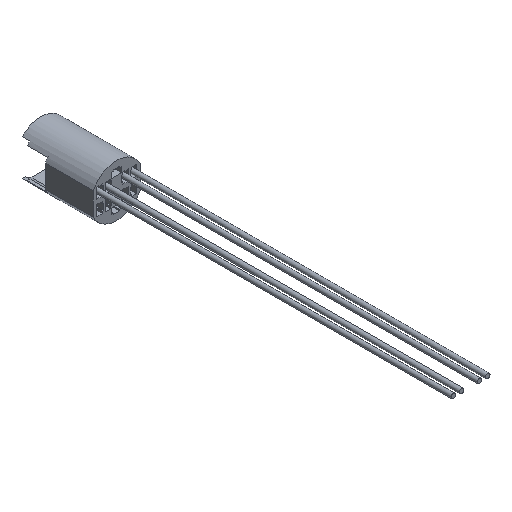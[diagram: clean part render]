
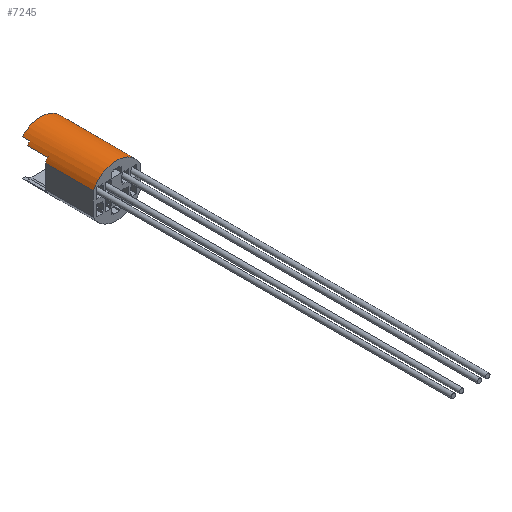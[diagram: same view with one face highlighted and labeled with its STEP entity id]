
A CAD part, isometric view. The second image highlights one B-rep face of the part: STEP entity #7245.
In plain terms, the highlighted cylindrical face has radius 10.3 mm (diameter 20.6 mm), a partial arc.
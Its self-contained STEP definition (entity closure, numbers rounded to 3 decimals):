
#76=CYLINDRICAL_SURFACE('',#7656,10.3);
#126=CIRCLE('',#7624,10.3);
#127=CIRCLE('',#7628,10.3);
#138=CIRCLE('',#7645,10.3);
#140=CIRCLE('',#7648,10.3);
#142=CIRCLE('',#7650,10.3);
#144=CIRCLE('',#7657,10.3);
#501=FACE_OUTER_BOUND('',#889,.T.);
#889=EDGE_LOOP('',(#5793,#5794,#5795,#5796,#5797,#5798,#5799,#5800,#5801,
#5802,#5803,#5804));
#1738=LINE('',#11430,#2598);
#1740=LINE('',#11435,#2600);
#1747=LINE('',#11452,#2607);
#1748=LINE('',#11456,#2608);
#1760=LINE('',#11498,#2620);
#1769=LINE('',#11527,#2629);
#2598=VECTOR('',#8941,10.);
#2600=VECTOR('',#8945,10.);
#2607=VECTOR('',#8960,10.);
#2608=VECTOR('',#8963,10.);
#2620=VECTOR('',#9007,10.);
#2629=VECTOR('',#9044,10.);
#3315=VERTEX_POINT('',#11427);
#3316=VERTEX_POINT('',#11429);
#3317=VERTEX_POINT('',#11433);
#3318=VERTEX_POINT('',#11434);
#3322=VERTEX_POINT('',#11444);
#3324=VERTEX_POINT('',#11450);
#3325=VERTEX_POINT('',#11454);
#3326=VERTEX_POINT('',#11455);
#3339=VERTEX_POINT('',#11495);
#3340=VERTEX_POINT('',#11497);
#3343=VERTEX_POINT('',#11509);
#3346=VERTEX_POINT('',#11526);
#4204=EDGE_CURVE('',#3316,#3315,#1738,.T.);
#4206=EDGE_CURVE('',#3317,#3318,#1740,.T.);
#4212=EDGE_CURVE('',#3315,#3322,#126,.T.);
#4215=EDGE_CURVE('',#3322,#3324,#1747,.T.);
#4216=EDGE_CURVE('',#3325,#3326,#1748,.T.);
#4220=EDGE_CURVE('',#3326,#3317,#127,.T.);
#4238=EDGE_CURVE('',#3339,#3340,#1760,.T.);
#4242=EDGE_CURVE('',#3316,#3318,#138,.T.);
#4246=EDGE_CURVE('',#3324,#3343,#140,.T.);
#4249=EDGE_CURVE('',#3339,#3325,#142,.T.);
#4254=EDGE_CURVE('',#3343,#3346,#1769,.T.);
#4255=EDGE_CURVE('',#3346,#3340,#144,.T.);
#5793=ORIENTED_EDGE('',*,*,#4206,.T.);
#5794=ORIENTED_EDGE('',*,*,#4242,.F.);
#5795=ORIENTED_EDGE('',*,*,#4204,.T.);
#5796=ORIENTED_EDGE('',*,*,#4212,.T.);
#5797=ORIENTED_EDGE('',*,*,#4215,.T.);
#5798=ORIENTED_EDGE('',*,*,#4246,.T.);
#5799=ORIENTED_EDGE('',*,*,#4254,.T.);
#5800=ORIENTED_EDGE('',*,*,#4255,.T.);
#5801=ORIENTED_EDGE('',*,*,#4238,.F.);
#5802=ORIENTED_EDGE('',*,*,#4249,.T.);
#5803=ORIENTED_EDGE('',*,*,#4216,.T.);
#5804=ORIENTED_EDGE('',*,*,#4220,.T.);
#7245=ADVANCED_FACE('',(#501),#76,.T.);
#7624=AXIS2_PLACEMENT_3D('',#11446,#8954,#8955);
#7628=AXIS2_PLACEMENT_3D('',#11463,#8969,#8970);
#7645=AXIS2_PLACEMENT_3D('',#11504,#9014,#9015);
#7648=AXIS2_PLACEMENT_3D('',#11511,#9022,#9023);
#7650=AXIS2_PLACEMENT_3D('',#11515,#9027,#9028);
#7656=AXIS2_PLACEMENT_3D('',#11525,#9042,#9043);
#7657=AXIS2_PLACEMENT_3D('',#11528,#9045,#9046);
#8941=DIRECTION('',(0.,-1.,0.));
#8945=DIRECTION('',(0.,1.,0.));
#8954=DIRECTION('center_axis',(0.,-1.,0.));
#8955=DIRECTION('ref_axis',(-0.898,0.,-0.44));
#8960=DIRECTION('',(0.,-1.,0.));
#8963=DIRECTION('',(0.,1.,0.));
#8969=DIRECTION('center_axis',(0.,-1.,0.));
#8970=DIRECTION('ref_axis',(-0.898,0.,-0.44));
#9007=DIRECTION('',(0.,-1.,0.));
#9014=DIRECTION('center_axis',(0.,1.,0.));
#9015=DIRECTION('ref_axis',(-0.898,0.,-0.44));
#9022=DIRECTION('center_axis',(0.,-1.,0.));
#9023=DIRECTION('ref_axis',(-0.898,0.,-0.44));
#9027=DIRECTION('center_axis',(0.,-1.,0.));
#9028=DIRECTION('ref_axis',(-0.898,0.,-0.44));
#9042=DIRECTION('center_axis',(0.,-1.,0.));
#9043=DIRECTION('ref_axis',(-0.898,0.,-0.44));
#9044=DIRECTION('',(0.,-1.,0.));
#9045=DIRECTION('center_axis',(0.,1.,0.));
#9046=DIRECTION('ref_axis',(-0.898,0.,-0.44));
#11427=CARTESIAN_POINT('',(-7.365,9.,7.15));
#11429=CARTESIAN_POINT('',(-7.365,12.,7.15));
#11430=CARTESIAN_POINT('',(-7.365,12.,7.15));
#11433=CARTESIAN_POINT('',(7.365,9.,7.15));
#11434=CARTESIAN_POINT('',(7.365,12.,7.15));
#11435=CARTESIAN_POINT('',(7.365,12.,7.15));
#11444=CARTESIAN_POINT('',(-8.335,9.,6.));
#11446=CARTESIAN_POINT('Origin',(0.,9.,-0.051));
#11450=CARTESIAN_POINT('',(-8.335,1.,6.));
#11452=CARTESIAN_POINT('',(-8.335,12.,6.));
#11454=CARTESIAN_POINT('',(8.335,1.,6.));
#11455=CARTESIAN_POINT('',(8.335,9.,6.));
#11456=CARTESIAN_POINT('',(8.335,12.,6.));
#11463=CARTESIAN_POINT('Origin',(0.,9.,-0.051));
#11495=CARTESIAN_POINT('',(9.25,1.,4.48));
#11497=CARTESIAN_POINT('',(9.25,-18.,4.48));
#11498=CARTESIAN_POINT('',(9.25,12.,4.48));
#11504=CARTESIAN_POINT('Origin',(0.,12.,-0.051));
#11509=CARTESIAN_POINT('',(-9.25,1.,4.48));
#11511=CARTESIAN_POINT('Origin',(0.,1.,
-0.051));
#11515=CARTESIAN_POINT('Origin',(0.,1.,
-0.051));
#11525=CARTESIAN_POINT('Origin',(0.,12.,-0.051));
#11526=CARTESIAN_POINT('',(-9.25,-18.,4.48));
#11527=CARTESIAN_POINT('',(-9.25,12.,4.48));
#11528=CARTESIAN_POINT('Origin',(0.,-18.,-0.051));
